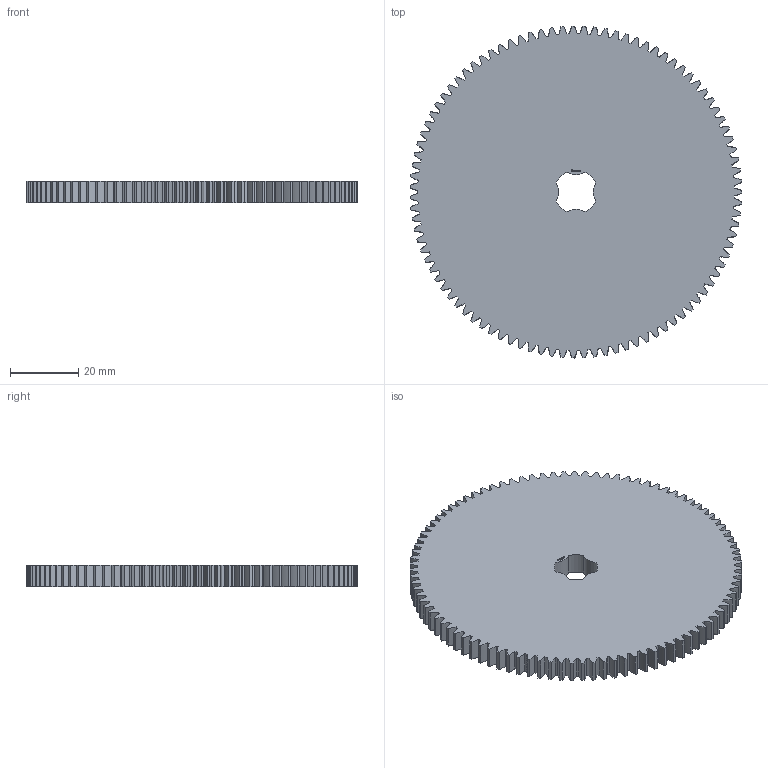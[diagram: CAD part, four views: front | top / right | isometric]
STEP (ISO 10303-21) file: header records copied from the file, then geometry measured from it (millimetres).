
FILE_DESCRIPTION(('FreeCAD Model'),'2;1');
FILE_NAME('Open CASCADE Shape Model','2024-03-11T23:41:57',(''),(''), 'Open CASCADE STEP processor 7.6','FreeCAD','Unknown');
FILE_SCHEMA(('AUTOMOTIVE_DESIGN { 1 0 10303 214 1 1 1 1 }'));
Products named in the file (1): Gear Wheel PLN TTH95 BU00.50 SFT-SHD - SPN-GWH-0358 (stemfie.org)
Bounding box: 96.98 x 97 x 6.25 mm (x, y, z)
Volume: 43486.1 mm3; surface area: 17923.1 mm2
Topology: 1 solids, 1 shells, 892 faces, 2577 edges, 1718 vertices
Faces by surface type: extrusion 564, plane 320, cylinder 8
Entity records: 86709 total; most frequent: CARTESIAN_POINT 33092, DIRECTION 6713, VECTOR 6007, LINE 5443, ORIENTED_EDGE 5154, PCURVE 5154, DEFINITIONAL_REPRESENTATION 5154, B_SPLINE_CURVE_WITH_KNOTS 2820
